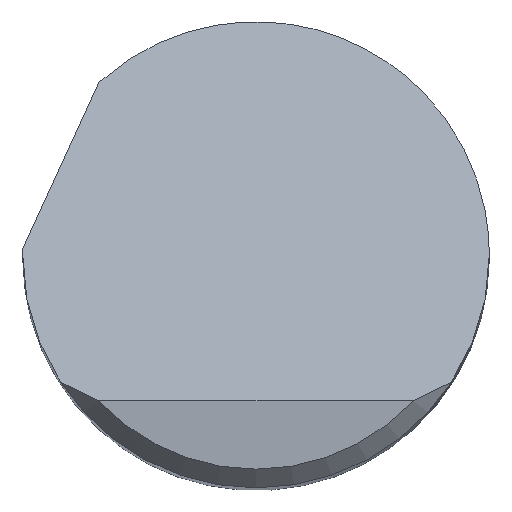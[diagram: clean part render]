
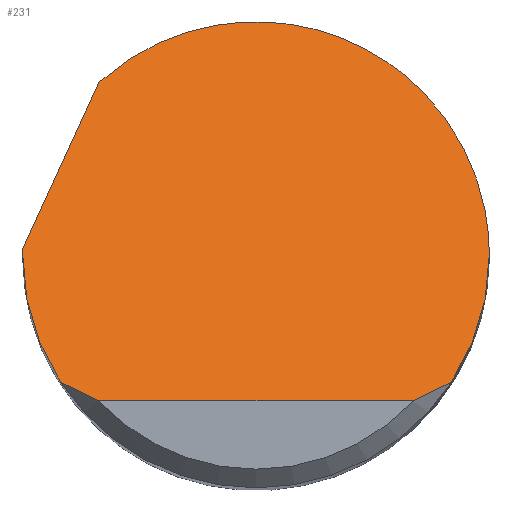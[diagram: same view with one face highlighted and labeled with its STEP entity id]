
A CAD part, top view. The second image highlights one B-rep face of the part: STEP entity #231.
In plain terms, the highlighted planar face has unit normal (0, 0.707, 0.707).
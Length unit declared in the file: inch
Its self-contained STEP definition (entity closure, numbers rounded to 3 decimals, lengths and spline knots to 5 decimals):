
#20 = CARTESIAN_POINT ( 'NONE',  ( 0.014, 0.26635, 1.61615 ) ) ;
#21 = CARTESIAN_POINT ( 'NONE',  ( 0.1369, -0.11288, 1.99538 ) ) ;
#30 = CARTESIAN_POINT ( 'NONE',  ( -0.1369, -0.11288, 1.99538 ) ) ;
#31 = CARTESIAN_POINT ( 'NONE',  ( 0.157, -0.1025, 1.985 ) ) ;
#35 =( BOUNDED_CURVE ( )  B_SPLINE_CURVE ( 3, ( #370, #715, #659, #423 ),
 .UNSPECIFIED., .F., .F. ) 
 B_SPLINE_CURVE_WITH_KNOTS ( ( 4, 4 ),
 ( 1.5708, 2.14917 ),
 .UNSPECIFIED. ) 
 CURVE ( )  GEOMETRIC_REPRESENTATION_ITEM ( )  RATIONAL_B_SPLINE_CURVE ( ( 1., 0.972, 0.972, 1. ) ) 
 REPRESENTATION_ITEM ( '' )  );
#53 = ORIENTED_EDGE ( 'NONE', *, *, #519, .T. ) ;
#55 = CARTESIAN_POINT ( 'NONE',  ( -0.1875, 0., 1.8825 ) ) ;
#74 = VECTOR ( 'NONE', #81, 39.37008 ) ;
#76 = B_SPLINE_CURVE_WITH_KNOTS ( 'NONE', 3,
 ( #303, #553, #30, #492 ),
 .UNSPECIFIED., .F., .F.,
 ( 4, 4 ),
 ( 0., 0.00095 ),
 .UNSPECIFIED. ) ;
#77 = LINE ( 'NONE', #250, #74 ) ;
#81 = DIRECTION ( 'NONE',  ( 1., 0., 0. ) ) ;
#95 = EDGE_CURVE ( 'NONE', #177, #341, #196, .T. ) ;
#100 = EDGE_CURVE ( 'NONE', #556, #311, #485, .T. ) ;
#107 = VERTEX_POINT ( 'NONE', #188 ) ;
#110 = VERTEX_POINT ( 'NONE', #722 ) ;
#151 = CARTESIAN_POINT ( 'NONE',  ( -0.1875, 0.00167, 1.88083 ) ) ;
#164 = CARTESIAN_POINT ( 'NONE',  ( -0.1875, 0., 1.8825 ) ) ;
#168 = ORIENTED_EDGE ( 'NONE', *, *, #476, .F. ) ;
#169 = VECTOR ( 'NONE', #436, 39.37008 ) ;
#177 = VERTEX_POINT ( 'NONE', #561 ) ;
#180 = ORIENTED_EDGE ( 'NONE', *, *, #100, .T. ) ;
#188 = CARTESIAN_POINT ( 'NONE',  ( -0.12629, -0.1175, 2. ) ) ;
#196 = LINE ( 'NONE', #367, #169 ) ;
#198 = CARTESIAN_POINT ( 'NONE',  ( -0.157, -0.1025, 1.985 ) ) ;
#202 = FACE_OUTER_BOUND ( 'NONE', #678, .T. ) ;
#207 = DIRECTION ( 'NONE',  ( 0., -0.707, -0.707 ) ) ;
#226 = CARTESIAN_POINT ( 'NONE',  ( -0.12625, 0.13863, 1.74387 ) ) ;
#231 = ADVANCED_FACE ( 'NONE', ( #202 ), #273, .F. ) ;
#245 = EDGE_CURVE ( 'NONE', #741, #177, #428, .T. ) ;
#250 = CARTESIAN_POINT ( 'NONE',  ( 0., -0.1175, 2. ) ) ;
#259 = VERTEX_POINT ( 'NONE', #385 ) ;
#273 = PLANE ( 'NONE',  #730 ) ;
#281 = ORIENTED_EDGE ( 'NONE', *, *, #481, .F. ) ;
#303 = CARTESIAN_POINT ( 'NONE',  ( -0.157, -0.1025, 1.985 ) ) ;
#311 = VERTEX_POINT ( 'NONE', #568 ) ;
#321 = CARTESIAN_POINT ( 'NONE',  ( 0.12629, -0.1175, 2. ) ) ;
#341 = VERTEX_POINT ( 'NONE', #226 ) ;
#360 =( BOUNDED_CURVE ( )  B_SPLINE_CURVE ( 3, ( #374, #20, #541, #721 ),
 .UNSPECIFIED., .F., .F. ) 
 B_SPLINE_CURVE_WITH_KNOTS ( ( 4, 4 ),
 ( 5.54449, 7.85398 ),
 .UNSPECIFIED. ) 
 CURVE ( )  GEOMETRIC_REPRESENTATION_ITEM ( )  RATIONAL_B_SPLINE_CURVE ( ( 1., 0.603, 0.603, 1. ) ) 
 REPRESENTATION_ITEM ( '' )  );
#366 = CARTESIAN_POINT ( 'NONE',  ( -0.1875, -0.03666, 1.91916 ) ) ;
#367 = CARTESIAN_POINT ( 'NONE',  ( -0.23821, -0.10589, 1.98839 ) ) ;
#368 = ORIENTED_EDGE ( 'NONE', *, *, #95, .F. ) ;
#370 = CARTESIAN_POINT ( 'NONE',  ( 0.1875, 0., 1.8825 ) ) ;
#374 = CARTESIAN_POINT ( 'NONE',  ( -0.12625, 0.13863, 1.74387 ) ) ;
#385 = CARTESIAN_POINT ( 'NONE',  ( -0.157, -0.1025, 1.985 ) ) ;
#423 = CARTESIAN_POINT ( 'NONE',  ( 0.157, -0.1025, 1.985 ) ) ;
#428 =( BOUNDED_CURVE ( )  B_SPLINE_CURVE ( 3, ( #164, #151, #628, #673 ),
 .UNSPECIFIED., .F., .T. ) 
 B_SPLINE_CURVE_WITH_KNOTS ( ( 4, 4 ),
 ( 4.71239, 4.73906 ),
 .UNSPECIFIED. ) 
 CURVE ( )  GEOMETRIC_REPRESENTATION_ITEM ( )  RATIONAL_B_SPLINE_CURVE ( ( 1., 1., 1., 1. ) ) 
 REPRESENTATION_ITEM ( '' )  );
#435 = CARTESIAN_POINT ( 'NONE',  ( -0.17704, -0.0718, 1.9543 ) ) ;
#436 = DIRECTION ( 'NONE',  ( 0.308, 0.673, -0.673 ) ) ;
#454 = DIRECTION ( 'NONE',  ( 0., 0.707, -0.707 ) ) ;
#459 = ORIENTED_EDGE ( 'NONE', *, *, #534, .T. ) ;
#476 = EDGE_CURVE ( 'NONE', #110, #311, #35, .T. ) ;
#481 = EDGE_CURVE ( 'NONE', #341, #110, #360, .T. ) ;
#485 = B_SPLINE_CURVE_WITH_KNOTS ( 'NONE', 3,
 ( #321, #21, #554, #31 ),
 .UNSPECIFIED., .F., .F.,
 ( 4, 4 ),
 ( 0., 0.00095 ),
 .UNSPECIFIED. ) ;
#492 = CARTESIAN_POINT ( 'NONE',  ( -0.12629, -0.1175, 2. ) ) ;
#500 = CARTESIAN_POINT ( 'NONE',  ( 0.12629, -0.1175, 2. ) ) ;
#504 = EDGE_CURVE ( 'NONE', #259, #741, #597, .T. ) ;
#519 = EDGE_CURVE ( 'NONE', #107, #556, #77, .T. ) ;
#534 = EDGE_CURVE ( 'NONE', #259, #107, #76, .T. ) ;
#536 = ORIENTED_EDGE ( 'NONE', *, *, #504, .F. ) ;
#541 = CARTESIAN_POINT ( 'NONE',  ( 0.1875, 0.18969, 1.69281 ) ) ;
#553 = CARTESIAN_POINT ( 'NONE',  ( -0.14711, -0.10785, 1.99035 ) ) ;
#554 = CARTESIAN_POINT ( 'NONE',  ( 0.14711, -0.10785, 1.99035 ) ) ;
#556 = VERTEX_POINT ( 'NONE', #500 ) ;
#561 = CARTESIAN_POINT ( 'NONE',  ( -0.18743, 0.005, 1.8775 ) ) ;
#568 = CARTESIAN_POINT ( 'NONE',  ( 0.157, -0.1025, 1.985 ) ) ;
#597 =( BOUNDED_CURVE ( )  B_SPLINE_CURVE ( 3, ( #198, #435, #366, #667 ),
 .UNSPECIFIED., .F., .F. ) 
 B_SPLINE_CURVE_WITH_KNOTS ( ( 4, 4 ),
 ( 4.13401, 4.71239 ),
 .UNSPECIFIED. ) 
 CURVE ( )  GEOMETRIC_REPRESENTATION_ITEM ( )  RATIONAL_B_SPLINE_CURVE ( ( 1., 0.972, 0.972, 1. ) ) 
 REPRESENTATION_ITEM ( '' )  );
#620 = CARTESIAN_POINT ( 'NONE',  ( -0.1875, -0.1175, 2. ) ) ;
#628 = CARTESIAN_POINT ( 'NONE',  ( -0.18748, 0.00333, 1.87917 ) ) ;
#639 = ORIENTED_EDGE ( 'NONE', *, *, #245, .F. ) ;
#659 = CARTESIAN_POINT ( 'NONE',  ( 0.17704, -0.0718, 1.9543 ) ) ;
#667 = CARTESIAN_POINT ( 'NONE',  ( -0.1875, 0., 1.8825 ) ) ;
#673 = CARTESIAN_POINT ( 'NONE',  ( -0.18743, 0.005, 1.8775 ) ) ;
#678 = EDGE_LOOP ( 'NONE', ( #53, #180, #168, #281, #368, #639, #536, #459 ) ) ;
#715 = CARTESIAN_POINT ( 'NONE',  ( 0.1875, -0.03666, 1.91916 ) ) ;
#721 = CARTESIAN_POINT ( 'NONE',  ( 0.1875, 0., 1.8825 ) ) ;
#722 = CARTESIAN_POINT ( 'NONE',  ( 0.1875, 0., 1.8825 ) ) ;
#730 = AXIS2_PLACEMENT_3D ( 'NONE', #620, #207, #454 ) ;
#741 = VERTEX_POINT ( 'NONE', #55 ) ;
